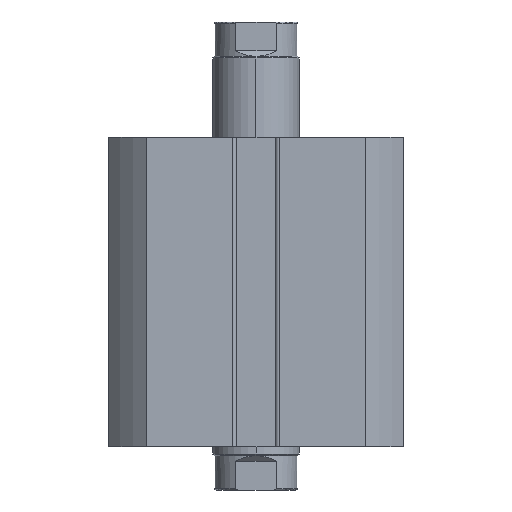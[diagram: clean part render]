
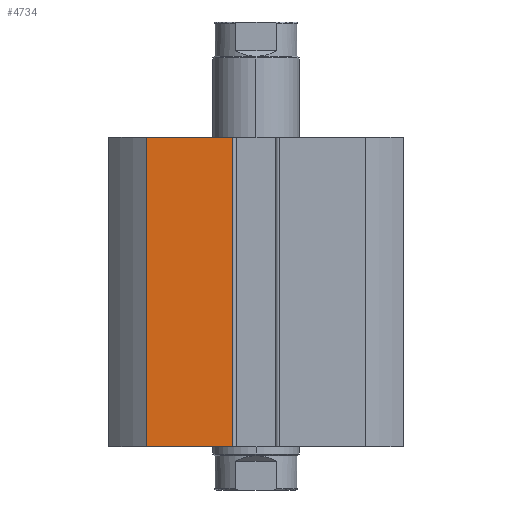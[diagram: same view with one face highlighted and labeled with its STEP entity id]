
A CAD part, front view. The second image highlights one B-rep face of the part: STEP entity #4734.
In plain terms, the highlighted planar face has unit normal (0, -1, 0).
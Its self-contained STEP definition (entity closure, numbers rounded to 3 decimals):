
#439 = FACE_OUTER_BOUND ( 'NONE', #4833, .T. ) ;
#463 = CARTESIAN_POINT ( 'NONE',  ( -15.166, -20.5, 43. ) ) ;
#605 = CARTESIAN_POINT ( 'NONE',  ( -3.2, -20.5, 43. ) ) ;
#2088 = DIRECTION ( 'NONE',  ( 0., 0., 1. ) ) ;
#2089 = DIRECTION ( 'NONE',  ( 0., 1., 0. ) ) ;
#2095 = CARTESIAN_POINT ( 'NONE',  ( -20.5, -20.5, 43. ) ) ;
#2098 = PLANE ( 'NONE',  #5984 ) ;
#2524 = EDGE_CURVE ( 'NONE', #3791, #3779, #3131, .T. ) ;
#2538 = EDGE_CURVE ( 'NONE', #3779, #5804, #3154, .T. ) ;
#2542 = EDGE_CURVE ( 'NONE', #3791, #5829, #3168, .T. ) ;
#2580 = EDGE_CURVE ( 'NONE', #5829, #5804, #3226, .T. ) ;
#2753 = CARTESIAN_POINT ( 'NONE',  ( -15.166, -20.5, 0. ) ) ;
#2767 = CARTESIAN_POINT ( 'NONE',  ( -3.2, -20.5, 0. ) ) ;
#2880 = DIRECTION ( 'NONE',  ( 1., 0., 0. ) ) ;
#2881 = CARTESIAN_POINT ( 'NONE',  ( -20.5, -20.5, 43. ) ) ;
#3131 = LINE ( 'NONE', #4196, #3135 ) ;
#3135 = VECTOR ( 'NONE', #4195, 1000. ) ;
#3154 = LINE ( 'NONE', #4146, #3158 ) ;
#3158 = VECTOR ( 'NONE', #4145, 1000. ) ;
#3165 = VECTOR ( 'NONE', #4136, 1000. ) ;
#3168 = LINE ( 'NONE', #4144, #3165 ) ;
#3226 = LINE ( 'NONE', #2881, #3227 ) ;
#3227 = VECTOR ( 'NONE', #2880, 1000. ) ;
#3779 = VERTEX_POINT ( 'NONE', #2767 ) ;
#3791 = VERTEX_POINT ( 'NONE', #2753 ) ;
#4136 = DIRECTION ( 'NONE',  ( 0., 0., 1. ) ) ;
#4144 = CARTESIAN_POINT ( 'NONE',  ( -15.166, -20.5, 0. ) ) ;
#4145 = DIRECTION ( 'NONE',  ( 0., 0., 1. ) ) ;
#4146 = CARTESIAN_POINT ( 'NONE',  ( -3.2, -20.5, 43. ) ) ;
#4195 = DIRECTION ( 'NONE',  ( 1., 0., 0. ) ) ;
#4196 = CARTESIAN_POINT ( 'NONE',  ( -20.5, -20.5, 0. ) ) ;
#4734 = ADVANCED_FACE ( 'NONE', ( #439 ), #2098, .F. ) ;
#4833 = EDGE_LOOP ( 'NONE', ( #5188, #5187, #5186, #5185 ) ) ;
#5185 = ORIENTED_EDGE ( 'NONE', *, *, #2580, .F. ) ;
#5186 = ORIENTED_EDGE ( 'NONE', *, *, #2538, .T. ) ;
#5187 = ORIENTED_EDGE ( 'NONE', *, *, #2524, .T. ) ;
#5188 = ORIENTED_EDGE ( 'NONE', *, *, #2542, .F. ) ;
#5804 = VERTEX_POINT ( 'NONE', #605 ) ;
#5829 = VERTEX_POINT ( 'NONE', #463 ) ;
#5984 = AXIS2_PLACEMENT_3D ( 'NONE', #2095, #2089, #2088 ) ;
